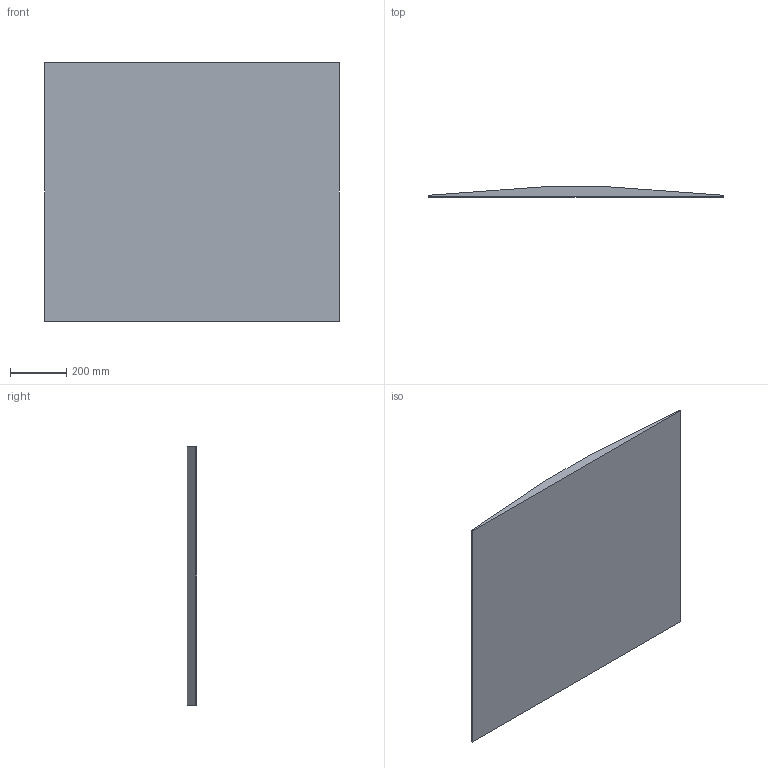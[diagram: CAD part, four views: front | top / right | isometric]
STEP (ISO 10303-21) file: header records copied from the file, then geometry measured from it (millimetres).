
FILE_DESCRIPTION (( 'STEP AP214' ), '1' );
FILE_NAME ('BL5-19-WR.STEP', '2024-09-21T23:50:26', ( '' ), ( '' ), 'SwSTEP 2.0', 'SolidWorks 2024', '' );
FILE_SCHEMA (( 'AUTOMOTIVE_DESIGN' ));
Length unit declared in the file: millimetre
Products named in the file (1): BL5-19-WR
Bounding box: 1050 x 35 x 920 mm (x, y, z)
Volume: 22557402.4 mm3; surface area: 2009220.4 mm2
Topology: 1 solids, 1 shells, 113 faces, 294 edges, 196 vertices
Faces by surface type: plane 84, bspline 29
Entity records: 5005 total; most frequent: CARTESIAN_POINT 2401, ORIENTED_EDGE 588, DIRECTION 406, EDGE_CURVE 294, VECTOR 236, LINE 236, VERTEX_POINT 196, EDGE_LOOP 126
